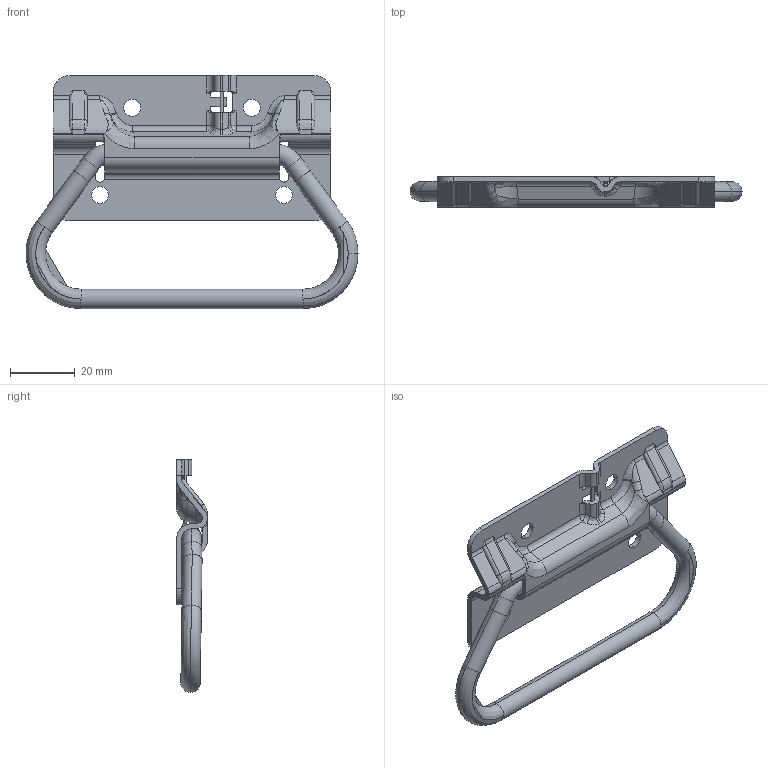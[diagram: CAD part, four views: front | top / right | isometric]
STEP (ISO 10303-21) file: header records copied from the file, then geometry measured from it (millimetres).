
FILE_DESCRIPTION (( 'STEP AP214' ), '1' );
FILE_NAME ('THA_468.STEP', '2018-08-21T01:39:27', ( '' ), ( '' ), 'SwSTEP 2.0', 'SolidWorks 2015', '' );
FILE_SCHEMA (( 'AUTOMOTIVE_DESIGN' ));
Length unit declared in the file: millimetre
Products named in the file (4): ベース; ハンドル幅修正3D; スプリング_M45; THA_468
Assembly tree (3 placements, depth 2):
  THA_468
    スプリング_M45
    ハンドル幅修正3D
    ベース
Bounding box: 102.75 x 9.5 x 72.15 mm (x, y, z)
Volume: 13512.9 mm3; surface area: 14601.5 mm2
Topology: 3 solids, 3 shells, 353 faces, 889 edges, 536 vertices
Faces by surface type: cylinder 134, bspline 108, plane 87, torus 20, sphere 4
Entity records: 16515 total; most frequent: CARTESIAN_POINT 8746, ORIENTED_EDGE 1778, DIRECTION 1355, EDGE_CURVE 889, VERTEX_POINT 536, AXIS2_PLACEMENT_3D 499, EDGE_LOOP 361, VECTOR 357
